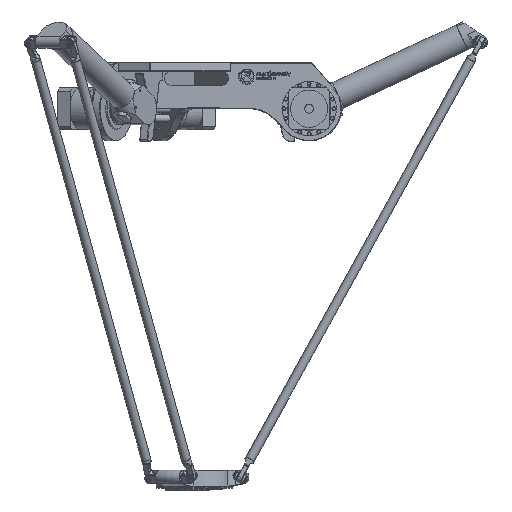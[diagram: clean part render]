
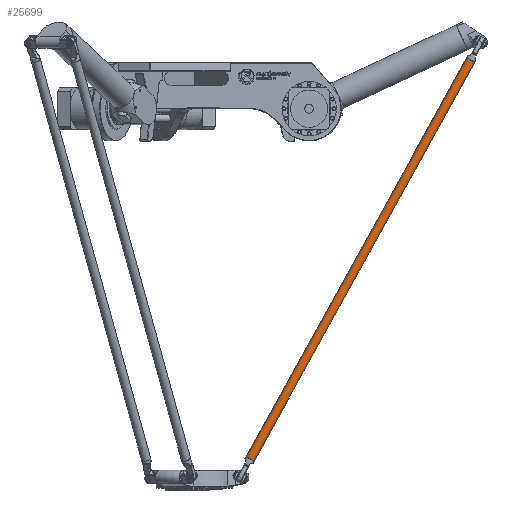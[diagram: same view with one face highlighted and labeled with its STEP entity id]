
A CAD part, front view. The second image highlights one B-rep face of the part: STEP entity #25699.
In plain terms, the highlighted cylindrical face has radius 10 mm (diameter 20 mm), a full revolution.
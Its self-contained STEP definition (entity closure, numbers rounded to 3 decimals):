
#719=FACE_BOUND('',#5739,.T.);
#1811=CIRCLE('',#28261,10.);
#1814=CIRCLE('',#28266,10.);
#2457=CYLINDRICAL_SURFACE('',#28267,10.);
#3795=FACE_OUTER_BOUND('',#5738,.T.);
#5738=EDGE_LOOP('',(#21779));
#5739=EDGE_LOOP('',(#21780));
#12373=VERTEX_POINT('',#48989);
#12376=VERTEX_POINT('',#48997);
#15581=EDGE_CURVE('',#12373,#12373,#1811,.T.);
#15584=EDGE_CURVE('',#12376,#12376,#1814,.T.);
#21779=ORIENTED_EDGE('',*,*,#15581,.T.);
#21780=ORIENTED_EDGE('',*,*,#15584,.T.);
#25699=ADVANCED_FACE('',(#3795,#719),#2457,.T.);
#28261=AXIS2_PLACEMENT_3D('',#48990,#34859,#34860);
#28266=AXIS2_PLACEMENT_3D('',#48998,#34869,#34870);
#28267=AXIS2_PLACEMENT_3D('',#48999,#34871,#34872);
#34859=DIRECTION('center_axis',(1.,0.,0.));
#34860=DIRECTION('ref_axis',(0.,0.,1.));
#34869=DIRECTION('center_axis',(-1.,0.,0.));
#34870=DIRECTION('ref_axis',(0.,0.,1.));
#34871=DIRECTION('center_axis',(-1.,0.,0.));
#34872=DIRECTION('ref_axis',(0.,0.,1.));
#48989=CARTESIAN_POINT('',(45.029,-10.,0.));
#48990=CARTESIAN_POINT('Origin',(45.029,0.,
0.));
#48997=CARTESIAN_POINT('',(1034.971,-10.,0.));
#48998=CARTESIAN_POINT('Origin',(1034.971,0.,
0.));
#48999=CARTESIAN_POINT('Origin',(1035.,0.,0.));
